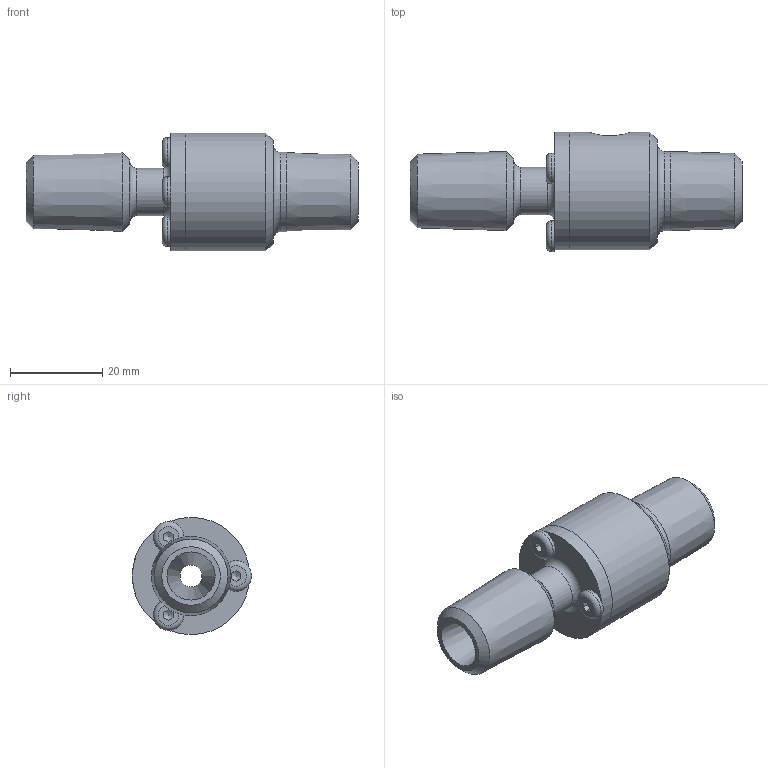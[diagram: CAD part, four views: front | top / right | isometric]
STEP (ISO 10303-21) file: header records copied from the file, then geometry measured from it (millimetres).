
FILE_DESCRIPTION(/* description */ (''),/* implementation_level */ '2;1');
FILE_NAME(/* name */ '140038-3D.stp',/* time_stamp */ '2015-04-06T12:31:19-04:00',/* author */ ('ryan longshore'),/* organization */ (''),/* preprocessor_version */ 'ST-DEVELOPER v15.2',/* originating_system */ 'Autodesk Inventor 2014',/* authorisation */ '');
FILE_SCHEMA (('AUTOMOTIVE_DESIGN { 1 0 10303 214 3 1 1 }'));
Length unit declared in the file: inch
Products named in the file (4): 901518-DIM; 901519-DIM; Unbrako - 6 x 3_8 - 32(10); 140038-3D
Bounding box: 71.94 x 25.82 x 25.4 mm (x, y, z)
Volume: 17901.9 mm3; surface area: 8809.8 mm2
Topology: 5 solids, 5 shells, 83 faces, 176 edges, 109 vertices
Faces by surface type: plane 34, cylinder 21, cone 18, torus 10
Full cylindrical faces by diameter (mm): 3.48 x3, 3.505 x3, 3.969 x3, 4.75 x2, 4.762 x1, 6.655 x3, 8.611 x1, 10.319 x1, 17.145 x1, 25.4 x2
Entity records: 1331 total; most frequent: CARTESIAN_POINT 266, DIRECTION 228, ORIENTED_EDGE 132, AXIS2_PLACEMENT_3D 108, EDGE_LOOP 104, EDGE_CURVE 66, FACE_BOUND 60, VERTEX_POINT 60
